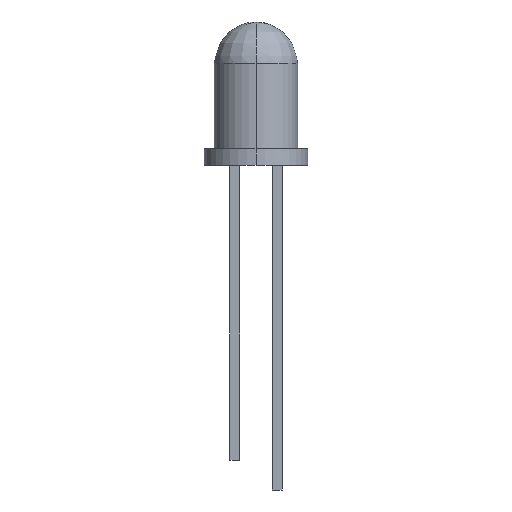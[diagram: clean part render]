
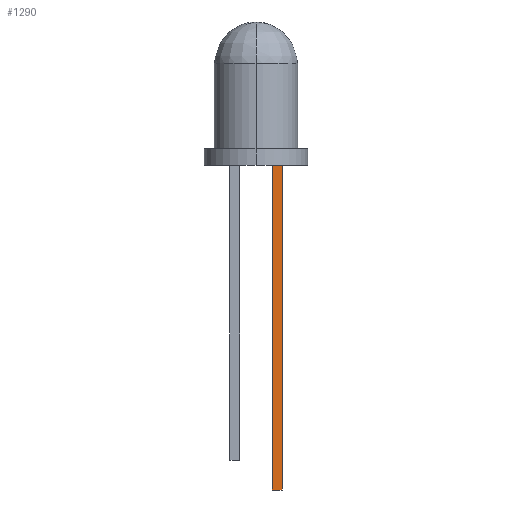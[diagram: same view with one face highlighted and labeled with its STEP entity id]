
A CAD part, front view. The second image highlights one B-rep face of the part: STEP entity #1290.
In plain terms, the highlighted planar face has unit normal (0, -1, 0).
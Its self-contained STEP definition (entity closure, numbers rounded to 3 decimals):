
#379 = PLANE('',#380);
#380 = AXIS2_PLACEMENT_3D('',#381,#382,#383);
#381 = CARTESIAN_POINT('',(0.03,0.,14.5));
#382 = DIRECTION('',(0.,0.,1.));
#383 = DIRECTION('',(0.,-1.,0.));
#777 = EDGE_CURVE('',#778,#780,#782,.T.);
#778 = VERTEX_POINT('',#779);
#779 = CARTESIAN_POINT('',(1.6,-0.3,14.5));
#780 = VERTEX_POINT('',#781);
#781 = CARTESIAN_POINT('',(1.,-0.3,14.5));
#782 = SURFACE_CURVE('',#783,(#787,#794),.PCURVE_S1.);
#783 = LINE('',#784,#785);
#784 = CARTESIAN_POINT('',(1.6,-0.3,14.5));
#785 = VECTOR('',#786,1.);
#786 = DIRECTION('',(-1.,0.,0.));
#787 = PCURVE('',#379,#788);
#788 = DEFINITIONAL_REPRESENTATION('',(#789),#793);
#789 = LINE('',#790,#791);
#790 = CARTESIAN_POINT('',(0.3,1.57));
#791 = VECTOR('',#792,1.);
#792 = DIRECTION('',(0.,-1.));
#793 = ( GEOMETRIC_REPRESENTATION_CONTEXT(2) 
PARAMETRIC_REPRESENTATION_CONTEXT() REPRESENTATION_CONTEXT('2D SPACE',''
  ) );
#794 = PCURVE('',#795,#800);
#795 = PLANE('',#796);
#796 = AXIS2_PLACEMENT_3D('',#797,#798,#799);
#797 = CARTESIAN_POINT('',(1.6,-0.3,-5.));
#798 = DIRECTION('',(0.,1.,0.));
#799 = DIRECTION('',(0.,0.,1.));
#800 = DEFINITIONAL_REPRESENTATION('',(#801),#805);
#801 = LINE('',#802,#803);
#802 = CARTESIAN_POINT('',(19.5,0.));
#803 = VECTOR('',#804,1.);
#804 = DIRECTION('',(0.,-1.));
#805 = ( GEOMETRIC_REPRESENTATION_CONTEXT(2) 
PARAMETRIC_REPRESENTATION_CONTEXT() REPRESENTATION_CONTEXT('2D SPACE',''
  ) );
#823 = PLANE('',#824);
#824 = AXIS2_PLACEMENT_3D('',#825,#826,#827);
#825 = CARTESIAN_POINT('',(1.6,-0.3,-5.));
#826 = DIRECTION('',(-1.,0.,0.));
#827 = DIRECTION('',(0.,1.,0.));
#877 = PLANE('',#878);
#878 = AXIS2_PLACEMENT_3D('',#879,#880,#881);
#879 = CARTESIAN_POINT('',(1.,-0.3,-5.));
#880 = DIRECTION('',(1.,0.,0.));
#881 = DIRECTION('',(0.,-1.,0.));
#1290 = ADVANCED_FACE('',(#1291),#795,.F.);
#1291 = FACE_BOUND('',#1292,.T.);
#1292 = EDGE_LOOP('',(#1293,#1294,#1317,#1345));
#1293 = ORIENTED_EDGE('',*,*,#777,.T.);
#1294 = ORIENTED_EDGE('',*,*,#1295,.F.);
#1295 = EDGE_CURVE('',#1296,#780,#1298,.T.);
#1296 = VERTEX_POINT('',#1297);
#1297 = CARTESIAN_POINT('',(1.,-0.3,-5.));
#1298 = SURFACE_CURVE('',#1299,(#1303,#1310),.PCURVE_S1.);
#1299 = LINE('',#1300,#1301);
#1300 = CARTESIAN_POINT('',(1.,-0.3,-5.));
#1301 = VECTOR('',#1302,1.);
#1302 = DIRECTION('',(0.,0.,1.));
#1303 = PCURVE('',#795,#1304);
#1304 = DEFINITIONAL_REPRESENTATION('',(#1305),#1309);
#1305 = LINE('',#1306,#1307);
#1306 = CARTESIAN_POINT('',(0.,-0.6));
#1307 = VECTOR('',#1308,1.);
#1308 = DIRECTION('',(1.,0.));
#1309 = ( GEOMETRIC_REPRESENTATION_CONTEXT(2) 
PARAMETRIC_REPRESENTATION_CONTEXT() REPRESENTATION_CONTEXT('2D SPACE',''
  ) );
#1310 = PCURVE('',#877,#1311);
#1311 = DEFINITIONAL_REPRESENTATION('',(#1312),#1316);
#1312 = LINE('',#1313,#1314);
#1313 = CARTESIAN_POINT('',(0.,0.));
#1314 = VECTOR('',#1315,1.);
#1315 = DIRECTION('',(0.,-1.));
#1316 = ( GEOMETRIC_REPRESENTATION_CONTEXT(2) 
PARAMETRIC_REPRESENTATION_CONTEXT() REPRESENTATION_CONTEXT('2D SPACE',''
  ) );
#1317 = ORIENTED_EDGE('',*,*,#1318,.F.);
#1318 = EDGE_CURVE('',#1319,#1296,#1321,.T.);
#1319 = VERTEX_POINT('',#1320);
#1320 = CARTESIAN_POINT('',(1.6,-0.3,-5.));
#1321 = SURFACE_CURVE('',#1322,(#1326,#1333),.PCURVE_S1.);
#1322 = LINE('',#1323,#1324);
#1323 = CARTESIAN_POINT('',(1.6,-0.3,-5.));
#1324 = VECTOR('',#1325,1.);
#1325 = DIRECTION('',(-1.,0.,0.));
#1326 = PCURVE('',#795,#1327);
#1327 = DEFINITIONAL_REPRESENTATION('',(#1328),#1332);
#1328 = LINE('',#1329,#1330);
#1329 = CARTESIAN_POINT('',(0.,0.));
#1330 = VECTOR('',#1331,1.);
#1331 = DIRECTION('',(0.,-1.));
#1332 = ( GEOMETRIC_REPRESENTATION_CONTEXT(2) 
PARAMETRIC_REPRESENTATION_CONTEXT() REPRESENTATION_CONTEXT('2D SPACE',''
  ) );
#1333 = PCURVE('',#1334,#1339);
#1334 = PLANE('',#1335);
#1335 = AXIS2_PLACEMENT_3D('',#1336,#1337,#1338);
#1336 = CARTESIAN_POINT('',(1.,-0.3,-5.));
#1337 = DIRECTION('',(0.,0.,-1.));
#1338 = DIRECTION('',(0.,1.,0.));
#1339 = DEFINITIONAL_REPRESENTATION('',(#1340),#1344);
#1340 = LINE('',#1341,#1342);
#1341 = CARTESIAN_POINT('',(0.,0.6));
#1342 = VECTOR('',#1343,1.);
#1343 = DIRECTION('',(0.,-1.));
#1344 = ( GEOMETRIC_REPRESENTATION_CONTEXT(2) 
PARAMETRIC_REPRESENTATION_CONTEXT() REPRESENTATION_CONTEXT('2D SPACE',''
  ) );
#1345 = ORIENTED_EDGE('',*,*,#1346,.T.);
#1346 = EDGE_CURVE('',#1319,#778,#1347,.T.);
#1347 = SURFACE_CURVE('',#1348,(#1352,#1359),.PCURVE_S1.);
#1348 = LINE('',#1349,#1350);
#1349 = CARTESIAN_POINT('',(1.6,-0.3,-5.));
#1350 = VECTOR('',#1351,1.);
#1351 = DIRECTION('',(0.,0.,1.));
#1352 = PCURVE('',#795,#1353);
#1353 = DEFINITIONAL_REPRESENTATION('',(#1354),#1358);
#1354 = LINE('',#1355,#1356);
#1355 = CARTESIAN_POINT('',(0.,0.));
#1356 = VECTOR('',#1357,1.);
#1357 = DIRECTION('',(1.,0.));
#1358 = ( GEOMETRIC_REPRESENTATION_CONTEXT(2) 
PARAMETRIC_REPRESENTATION_CONTEXT() REPRESENTATION_CONTEXT('2D SPACE',''
  ) );
#1359 = PCURVE('',#823,#1360);
#1360 = DEFINITIONAL_REPRESENTATION('',(#1361),#1365);
#1361 = LINE('',#1362,#1363);
#1362 = CARTESIAN_POINT('',(0.,0.));
#1363 = VECTOR('',#1364,1.);
#1364 = DIRECTION('',(0.,-1.));
#1365 = ( GEOMETRIC_REPRESENTATION_CONTEXT(2) 
PARAMETRIC_REPRESENTATION_CONTEXT() REPRESENTATION_CONTEXT('2D SPACE',''
  ) );
